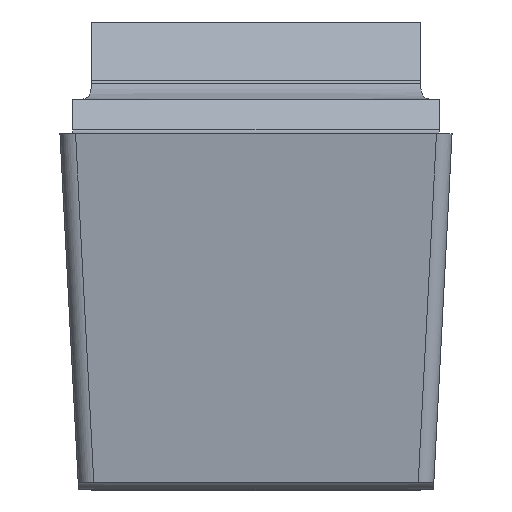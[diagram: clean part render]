
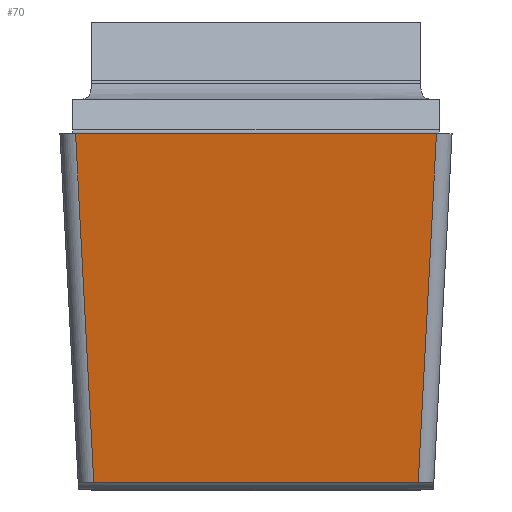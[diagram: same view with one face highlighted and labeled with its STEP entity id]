
A CAD part, front view. The second image highlights one B-rep face of the part: STEP entity #70.
In plain terms, the highlighted planar face has unit normal (0, -0.993, -0.122).
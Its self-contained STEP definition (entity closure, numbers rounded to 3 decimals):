
#70=ADVANCED_FACE('',(#127),#102,.F.);
#102=PLANE('',#761);
#127=FACE_OUTER_BOUND('',#162,.T.);
#162=EDGE_LOOP('',(#278,#279,#280,#281));
#278=ORIENTED_EDGE('',*,*,#518,.F.);
#279=ORIENTED_EDGE('',*,*,#519,.T.);
#280=ORIENTED_EDGE('',*,*,#520,.T.);
#281=ORIENTED_EDGE('',*,*,#521,.T.);
#442=VERTEX_POINT('',#1306);
#443=VERTEX_POINT('',#1307);
#444=VERTEX_POINT('',#1309);
#445=VERTEX_POINT('',#1311);
#518=EDGE_CURVE('',#442,#443,#594,.T.);
#519=EDGE_CURVE('',#442,#444,#595,.T.);
#520=EDGE_CURVE('',#444,#445,#596,.T.);
#521=EDGE_CURVE('',#445,#443,#597,.T.);
#594=LINE('',#1305,#662);
#595=LINE('',#1308,#663);
#596=LINE('',#1310,#664);
#597=LINE('',#1312,#665);
#662=VECTOR('',#884,1.);
#663=VECTOR('',#885,1.);
#664=VECTOR('',#886,1.);
#665=VECTOR('',#887,1.);
#761=AXIS2_PLACEMENT_3D('',#1313,#888,#889);
#884=DIRECTION('',(1.,0.,0.));
#885=DIRECTION('',(0.052,0.122,-0.991));
#886=DIRECTION('',(1.,0.,0.));
#887=DIRECTION('',(0.052,-0.122,0.991));
#888=DIRECTION('',(0.,0.993,0.122));
#889=DIRECTION('',(0.,-0.122,0.993));
#1305=CARTESIAN_POINT('',(-3.5,-12.9,-1.428));
#1306=CARTESIAN_POINT('',(-2.301,-12.9,-1.428));
#1307=CARTESIAN_POINT('',(2.301,-12.9,-1.428));
#1308=CARTESIAN_POINT('',(-2.069,-12.356,-5.857));
#1309=CARTESIAN_POINT('',(-2.068,-12.355,-5.867));
#1310=CARTESIAN_POINT('',(-2.126,-12.355,-5.867));
#1311=CARTESIAN_POINT('',(2.068,-12.355,-5.867));
#1312=CARTESIAN_POINT('',(2.302,-12.901,-1.418));
#1313=CARTESIAN_POINT('',(-2.126,-12.9,-1.428));
